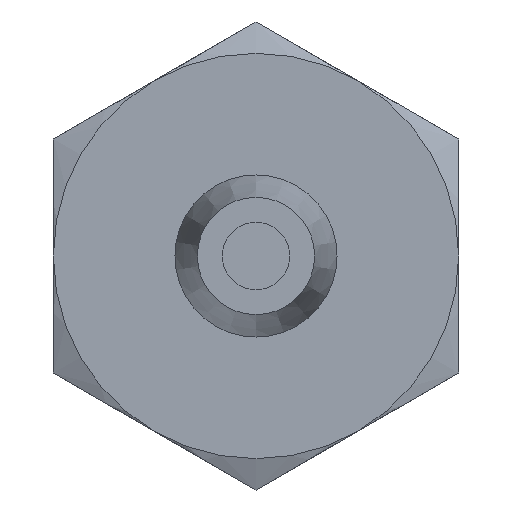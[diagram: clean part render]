
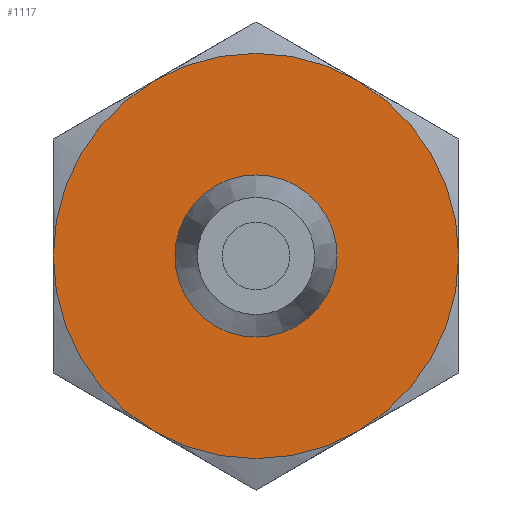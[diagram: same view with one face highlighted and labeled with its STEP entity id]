
A CAD part, front view. The second image highlights one B-rep face of the part: STEP entity #1117.
In plain terms, the highlighted planar face has unit normal (0, -1, 0).
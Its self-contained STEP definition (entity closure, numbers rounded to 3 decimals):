
#74=PLANE('',#1185);
#92=CIRCLE('',#1174,4.5);
#93=CIRCLE('',#1176,4.5);
#94=CIRCLE('',#1178,4.5);
#95=CIRCLE('',#1180,4.5);
#96=CIRCLE('',#1182,4.5);
#97=CIRCLE('',#1184,4.5);
#98=CIRCLE('',#1186,1.8);
#152=ORIENTED_EDGE('',*,*,#344,.F.);
#153=ORIENTED_EDGE('',*,*,#328,.T.);
#154=ORIENTED_EDGE('',*,*,#337,.T.);
#155=ORIENTED_EDGE('',*,*,#343,.T.);
#156=ORIENTED_EDGE('',*,*,#339,.T.);
#157=ORIENTED_EDGE('',*,*,#333,.T.);
#158=ORIENTED_EDGE('',*,*,#330,.T.);
#328=EDGE_CURVE('',#423,#424,#92,.T.);
#330=EDGE_CURVE('',#426,#423,#93,.T.);
#333=EDGE_CURVE('',#428,#426,#94,.T.);
#337=EDGE_CURVE('',#424,#430,#95,.T.);
#339=EDGE_CURVE('',#432,#428,#96,.T.);
#343=EDGE_CURVE('',#430,#432,#97,.T.);
#344=EDGE_CURVE('',#434,#434,#98,.T.);
#423=VERTEX_POINT('',#1497);
#424=VERTEX_POINT('',#1502);
#426=VERTEX_POINT('',#1511);
#428=VERTEX_POINT('',#1523);
#430=VERTEX_POINT('',#1538);
#432=VERTEX_POINT('',#1547);
#434=VERTEX_POINT('',#1565);
#530=EDGE_LOOP('',(#152));
#531=EDGE_LOOP('',(#153,#154,#155,#156,#157,#158));
#612=FACE_BOUND('',#530,.T.);
#613=FACE_BOUND('',#531,.T.);
#1117=ADVANCED_FACE('',(#612,#613),#74,.F.);
#1174=AXIS2_PLACEMENT_3D('',#1503,#1276,#1277);
#1176=AXIS2_PLACEMENT_3D('',#1510,#1280,#1281);
#1178=AXIS2_PLACEMENT_3D('',#1522,#1284,#1285);
#1180=AXIS2_PLACEMENT_3D('',#1539,#1288,#1289);
#1182=AXIS2_PLACEMENT_3D('',#1546,#1292,#1293);
#1184=AXIS2_PLACEMENT_3D('',#1562,#1296,#1297);
#1185=AXIS2_PLACEMENT_3D('',#1563,#1298,#1299);
#1186=AXIS2_PLACEMENT_3D('',#1564,#1300,#1301);
#1276=DIRECTION('',(0.,-1.,0.));
#1277=DIRECTION('',(0.,0.,-1.));
#1280=DIRECTION('',(0.,-1.,0.));
#1281=DIRECTION('',(0.,0.,-1.));
#1284=DIRECTION('',(0.,-1.,0.));
#1285=DIRECTION('',(0.,0.,-1.));
#1288=DIRECTION('',(0.,-1.,0.));
#1289=DIRECTION('',(0.,0.,-1.));
#1292=DIRECTION('',(0.,-1.,0.));
#1293=DIRECTION('',(0.,0.,-1.));
#1296=DIRECTION('',(0.,-1.,0.));
#1297=DIRECTION('',(0.,0.,-1.));
#1298=DIRECTION('',(0.,1.,0.));
#1299=DIRECTION('',(0.,0.,1.));
#1300=DIRECTION('',(0.,-1.,0.));
#1301=DIRECTION('',(0.,0.,-1.));
#1497=CARTESIAN_POINT('',(2.25,10.,-3.897));
#1502=CARTESIAN_POINT('',(4.5,10.,0.));
#1503=CARTESIAN_POINT('',(0.,10.,0.));
#1510=CARTESIAN_POINT('',(0.,10.,0.));
#1511=CARTESIAN_POINT('',(-2.25,10.,-3.897));
#1522=CARTESIAN_POINT('',(0.,10.,0.));
#1523=CARTESIAN_POINT('',(-4.5,10.,0.));
#1538=CARTESIAN_POINT('',(2.25,10.,3.897));
#1539=CARTESIAN_POINT('',(0.,10.,0.));
#1546=CARTESIAN_POINT('',(0.,10.,0.));
#1547=CARTESIAN_POINT('',(-2.25,10.,3.897));
#1562=CARTESIAN_POINT('',(0.,10.,0.));
#1563=CARTESIAN_POINT('',(4.5,10.,0.));
#1564=CARTESIAN_POINT('',(0.,10.,0.));
#1565=CARTESIAN_POINT('',(0.,10.,-1.8));
